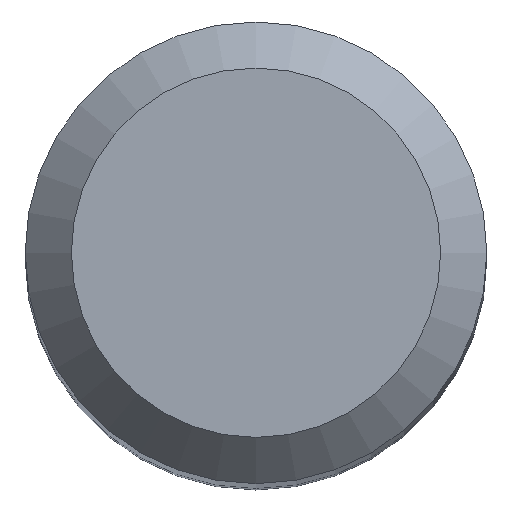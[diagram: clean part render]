
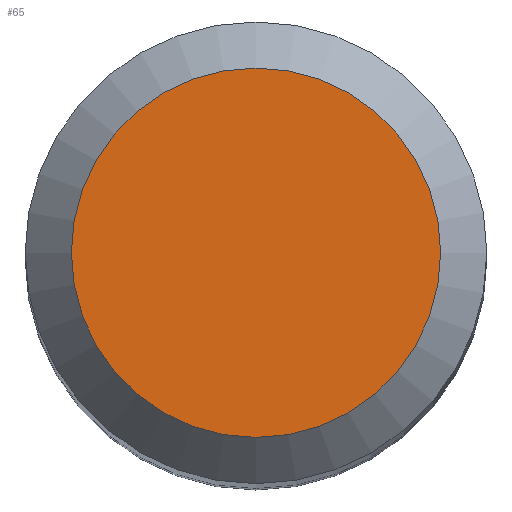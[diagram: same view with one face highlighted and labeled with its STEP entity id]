
A CAD part, top view. The second image highlights one B-rep face of the part: STEP entity #65.
In plain terms, the highlighted planar face has unit normal (0, 0, 1).
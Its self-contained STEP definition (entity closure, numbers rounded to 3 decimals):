
#4 = FACE_OUTER_BOUND ( 'NONE', #10, .T. ) ;
#10 = EDGE_LOOP ( 'NONE', ( #170 ) ) ;
#28 = PLANE ( 'NONE',  #103 ) ;
#34 = EDGE_CURVE ( 'NONE', #218, #218, #56, .T. ) ;
#56 = CIRCLE ( 'NONE', #209, 3.2 ) ;
#59 = DIRECTION ( 'NONE',  ( 0., 0., -1. ) ) ;
#65 = ADVANCED_FACE ( 'NONE', ( #4 ), #28, .F. ) ;
#72 = DIRECTION ( 'NONE',  ( 0., 0., 1. ) ) ;
#76 = CARTESIAN_POINT ( 'NONE',  ( 0., 0., 64. ) ) ;
#77 = CARTESIAN_POINT ( 'NONE',  ( 0., 0., 64. ) ) ;
#100 = DIRECTION ( 'NONE',  ( 0., 1., 0. ) ) ;
#103 = AXIS2_PLACEMENT_3D ( 'NONE', #77, #59, #100 ) ;
#142 = DIRECTION ( 'NONE',  ( 0., -1., 0. ) ) ;
#168 = CARTESIAN_POINT ( 'NONE',  ( 0., -3.2, 64. ) ) ;
#170 = ORIENTED_EDGE ( 'NONE', *, *, #34, .T. ) ;
#209 = AXIS2_PLACEMENT_3D ( 'NONE', #76, #72, #142 ) ;
#218 = VERTEX_POINT ( 'NONE', #168 ) ;
